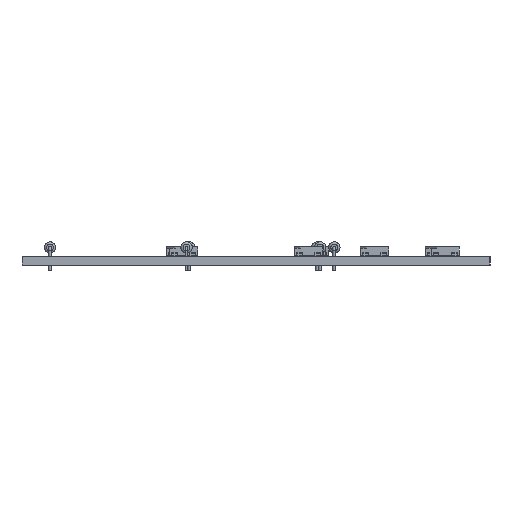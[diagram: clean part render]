
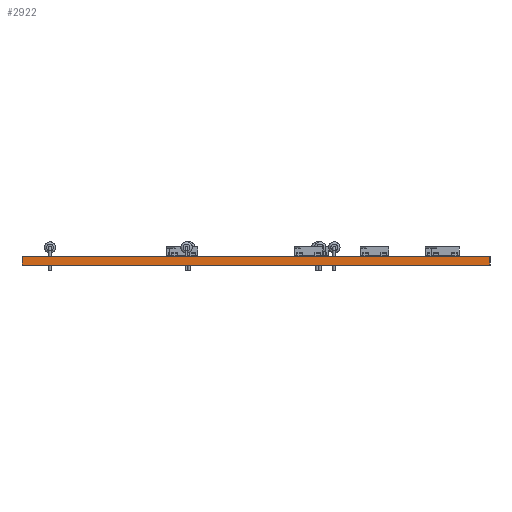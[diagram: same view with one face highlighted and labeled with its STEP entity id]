
A CAD part, left-side view. The second image highlights one B-rep face of the part: STEP entity #2922.
In plain terms, the highlighted planar face has unit normal (-1, 0, 0).
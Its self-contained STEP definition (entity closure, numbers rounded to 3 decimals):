
#2866 = VERTEX_POINT('',#2867);
#2867 = CARTESIAN_POINT('',(83.025,-127.875,1.51));
#2873 = EDGE_CURVE('',#2874,#2866,#2876,.T.);
#2874 = VERTEX_POINT('',#2875);
#2875 = CARTESIAN_POINT('',(83.025,-127.875,0.));
#2876 = LINE('',#2877,#2878);
#2877 = CARTESIAN_POINT('',(83.025,-127.875,0.));
#2878 = VECTOR('',#2879,1.);
#2879 = DIRECTION('',(0.,0.,1.));
#2922 = ADVANCED_FACE('',(#2923),#2948,.T.);
#2923 = FACE_BOUND('',#2924,.T.);
#2924 = EDGE_LOOP('',(#2925,#2926,#2934,#2942));
#2925 = ORIENTED_EDGE('',*,*,#2873,.T.);
#2926 = ORIENTED_EDGE('',*,*,#2927,.T.);
#2927 = EDGE_CURVE('',#2866,#2928,#2930,.T.);
#2928 = VERTEX_POINT('',#2929);
#2929 = CARTESIAN_POINT('',(83.025,-45.575,1.51));
#2930 = LINE('',#2931,#2932);
#2931 = CARTESIAN_POINT('',(83.025,-127.875,1.51));
#2932 = VECTOR('',#2933,1.);
#2933 = DIRECTION('',(0.,1.,0.));
#2934 = ORIENTED_EDGE('',*,*,#2935,.F.);
#2935 = EDGE_CURVE('',#2936,#2928,#2938,.T.);
#2936 = VERTEX_POINT('',#2937);
#2937 = CARTESIAN_POINT('',(83.025,-45.575,0.));
#2938 = LINE('',#2939,#2940);
#2939 = CARTESIAN_POINT('',(83.025,-45.575,0.));
#2940 = VECTOR('',#2941,1.);
#2941 = DIRECTION('',(0.,0.,1.));
#2942 = ORIENTED_EDGE('',*,*,#2943,.F.);
#2943 = EDGE_CURVE('',#2874,#2936,#2944,.T.);
#2944 = LINE('',#2945,#2946);
#2945 = CARTESIAN_POINT('',(83.025,-127.875,0.));
#2946 = VECTOR('',#2947,1.);
#2947 = DIRECTION('',(0.,1.,0.));
#2948 = PLANE('',#2949);
#2949 = AXIS2_PLACEMENT_3D('',#2950,#2951,#2952);
#2950 = CARTESIAN_POINT('',(83.025,-127.875,0.));
#2951 = DIRECTION('',(-1.,0.,0.));
#2952 = DIRECTION('',(0.,1.,0.));
